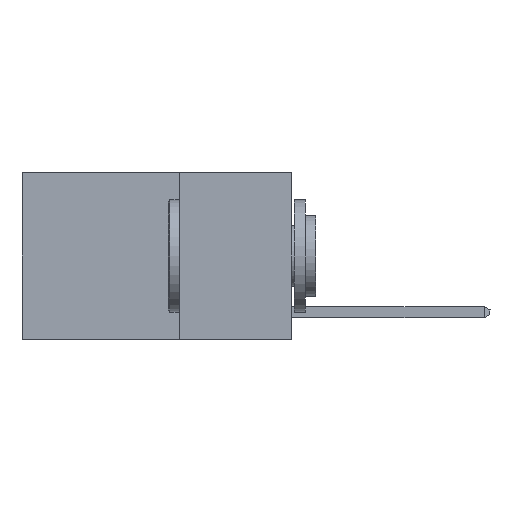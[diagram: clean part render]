
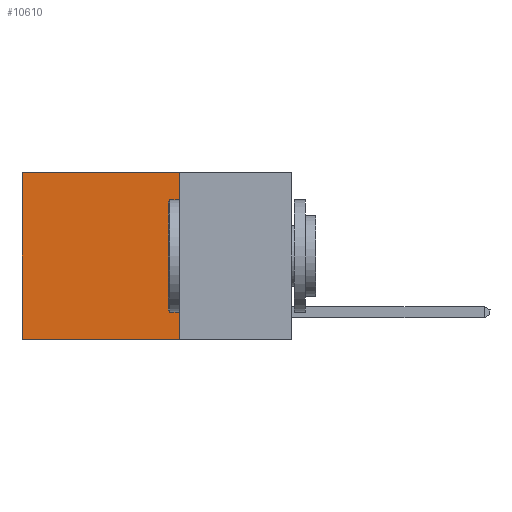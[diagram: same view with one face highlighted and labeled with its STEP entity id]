
A CAD part, left-side view. The second image highlights one B-rep face of the part: STEP entity #10610.
In plain terms, the highlighted planar face has unit normal (-1, 0, 0).
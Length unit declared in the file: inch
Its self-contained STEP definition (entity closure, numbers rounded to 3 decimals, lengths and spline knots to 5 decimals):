
#253 = LINE ( 'NONE', #24264, #19858 ) ;
#880 = DIRECTION ( 'NONE',  ( 0., 0., -1. ) ) ;
#963 = DIRECTION ( 'NONE',  ( 0., 1., 0. ) ) ;
#1117 = CARTESIAN_POINT ( 'NONE',  ( 0.2625, 0.25, -0.37 ) ) ;
#2342 = VECTOR ( 'NONE', #12726, 39.37008 ) ;
#2593 = AXIS2_PLACEMENT_3D ( 'NONE', #3041, #22538, #10858 ) ;
#2978 = LINE ( 'NONE', #8824, #2342 ) ;
#3041 = CARTESIAN_POINT ( 'NONE',  ( 0.2625, 0.25, 0. ) ) ;
#3096 = ORIENTED_EDGE ( 'NONE', *, *, #16723, .F. ) ;
#4476 = VECTOR ( 'NONE', #11647, 39.37008 ) ;
#4535 = ORIENTED_EDGE ( 'NONE', *, *, #15750, .T. ) ;
#4721 = VERTEX_POINT ( 'NONE', #16402 ) ;
#6251 = ORIENTED_EDGE ( 'NONE', *, *, #18593, .F. ) ;
#6515 = CARTESIAN_POINT ( 'NONE',  ( 0.2625, 0.6, 0. ) ) ;
#6827 = CARTESIAN_POINT ( 'NONE',  ( 0.2625, 0.25, 0. ) ) ;
#8084 = EDGE_CURVE ( 'NONE', #19285, #20859, #19928, .T. ) ;
#8824 = CARTESIAN_POINT ( 'NONE',  ( 0.2625, 0.6, 0. ) ) ;
#8942 = PLANE ( 'NONE',  #2593 ) ;
#9565 = VECTOR ( 'NONE', #963, 39.37008 ) ;
#10610 = ADVANCED_FACE ( 'NONE', ( #18605 ), #8942, .F. ) ;
#10858 = DIRECTION ( 'NONE',  ( 0., 0., -1. ) ) ;
#10927 = EDGE_LOOP ( 'NONE', ( #4535, #3096, #6251, #16803 ) ) ;
#11647 = DIRECTION ( 'NONE',  ( 0., 1., 0. ) ) ;
#12726 = DIRECTION ( 'NONE',  ( 0., 0., -1. ) ) ;
#13752 = VERTEX_POINT ( 'NONE', #1117 ) ;
#14823 = LINE ( 'NONE', #19485, #4476 ) ;
#15750 = EDGE_CURVE ( 'NONE', #20859, #4721, #2978, .T. ) ;
#16402 = CARTESIAN_POINT ( 'NONE',  ( 0.2625, 0.6, -0.37 ) ) ;
#16723 = EDGE_CURVE ( 'NONE', #13752, #4721, #14823, .T. ) ;
#16803 = ORIENTED_EDGE ( 'NONE', *, *, #8084, .T. ) ;
#18593 = EDGE_CURVE ( 'NONE', #19285, #13752, #253, .T. ) ;
#18605 = FACE_OUTER_BOUND ( 'NONE', #10927, .T. ) ;
#19285 = VERTEX_POINT ( 'NONE', #6827 ) ;
#19485 = CARTESIAN_POINT ( 'NONE',  ( 0.2625, 0.25, -0.37 ) ) ;
#19858 = VECTOR ( 'NONE', #880, 39.37008 ) ;
#19928 = LINE ( 'NONE', #24338, #9565 ) ;
#20859 = VERTEX_POINT ( 'NONE', #6515 ) ;
#22538 = DIRECTION ( 'NONE',  ( 1., 0., 0. ) ) ;
#24264 = CARTESIAN_POINT ( 'NONE',  ( 0.2625, 0.25, 0. ) ) ;
#24338 = CARTESIAN_POINT ( 'NONE',  ( 0.2625, 0.25, 0. ) ) ;
